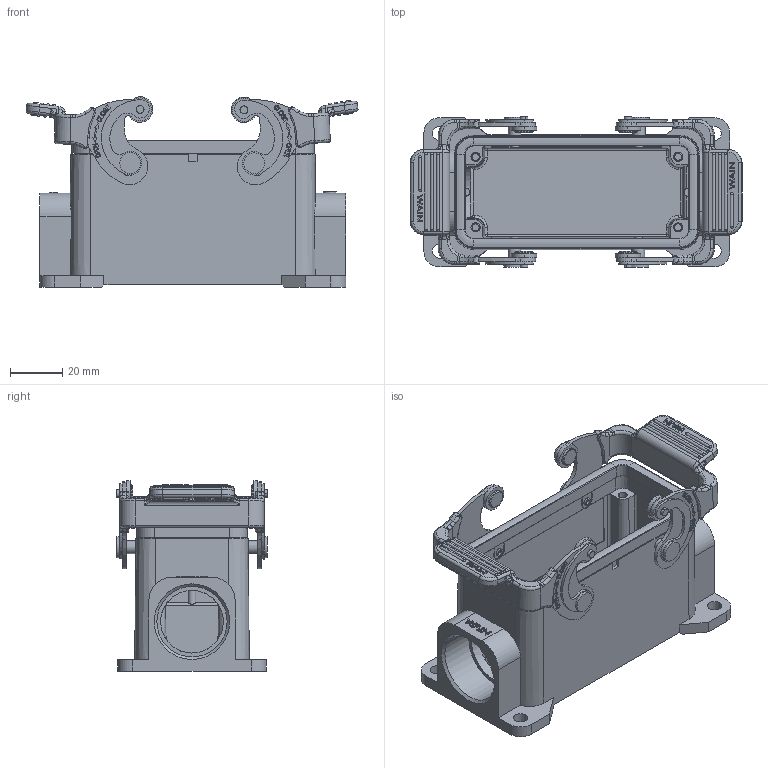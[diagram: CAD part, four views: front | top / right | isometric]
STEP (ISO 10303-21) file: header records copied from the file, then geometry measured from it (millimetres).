
FILE_DESCRIPTION(/* description */ (''),/* implementation_level */ '2;1');
FILE_NAME(/* name */ '3D_1240162411011_HV16B-SF-2L_SC-PG21_V1.1.stp',/* time_stamp */ '2024-01-02T14:09:44+08:00',/* author */ (''),/* organization */ (''),/* preprocessor_version */ 'ST-DEVELOPER v18.1',/* originating_system */ 'SIEMENS PLM Software NX 1980',/* authorisation */ '');
FILE_SCHEMA (('AUTOMOTIVE_DESIGN { 1 0 10303 214 3 1 1 1 }'));
Products named in the file (1): 145924985FBBm1rt
Bounding box: 127.01 x 57.9 x 72.94 mm (x, y, z)
Volume: 106047.1 mm3; surface area: 75172.1 mm2
Topology: 24 solids, 24 shells, 1711 faces, 4428 edges, 2834 vertices
Faces by surface type: plane 841, cylinder 540, torus 112, extrusion 76, bspline 62, cone 44, sphere 36
Full cylindrical faces by diameter (mm): 1.9 x4, 3 x8, 4.9 x4, 8 x4, 23.4 x1, 24 x1, 26.9 x1
Entity records: 66493 total; most frequent: CARTESIAN_POINT 20753, ORIENTED_EDGE 8654, DIRECTION 7828, EDGE_CURVE 4327, VERTEX_POINT 2828, AXIS2_PLACEMENT_3D 2732, VECTOR 2364, LINE 2288
